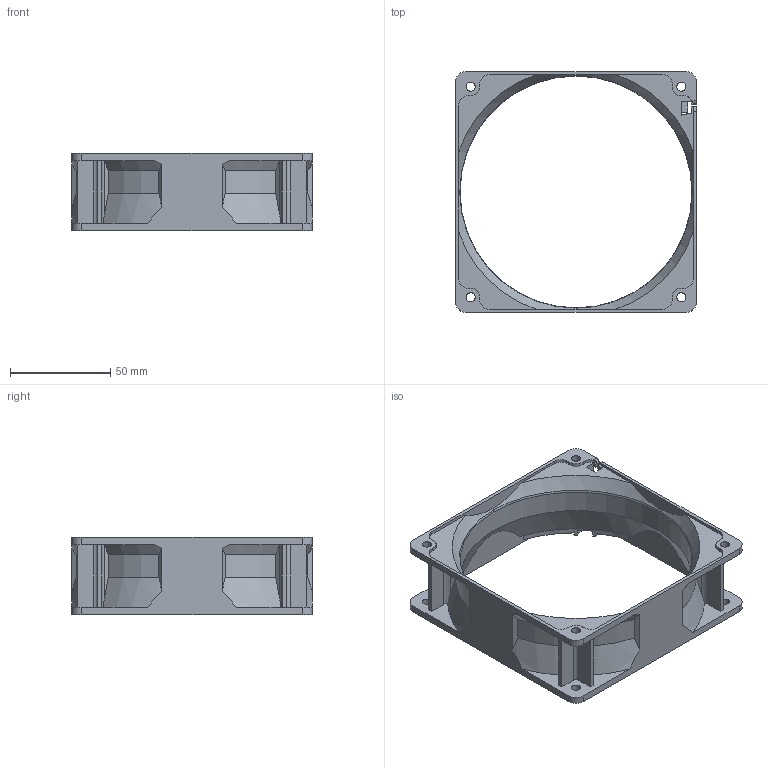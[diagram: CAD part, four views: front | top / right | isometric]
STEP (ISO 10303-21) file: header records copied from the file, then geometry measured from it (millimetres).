
FILE_DESCRIPTION (( 'STEP AP203' ), '1' );
FILE_NAME ('OD1238-XC_m1_frame.stp', '2024-04-01T13:39:40', ( '' ), ( '' ), 'SwSTEP 2.0', 'SolidWorks 2018', '' );
FILE_SCHEMA (( 'CONFIG_CONTROL_DESIGN' ));
Length unit declared in the file: millimetre
Products named in the file (1): OD1238-XC_m1_frame
Bounding box: 120 x 120 x 38.5 mm (x, y, z)
Volume: 46980.2 mm3; surface area: 46655.9 mm2
Topology: 1 solids, 1 shells, 274 faces, 818 edges, 540 vertices
Faces by surface type: cylinder 118, plane 116, cone 28, torus 12
Entity records: 10299 total; most frequent: CARTESIAN_POINT 2821, ORIENTED_EDGE 1636, DIRECTION 1515, EDGE_CURVE 818, AXIS2_PLACEMENT_3D 573, VERTEX_POINT 540, LINE 369, VECTOR 369
